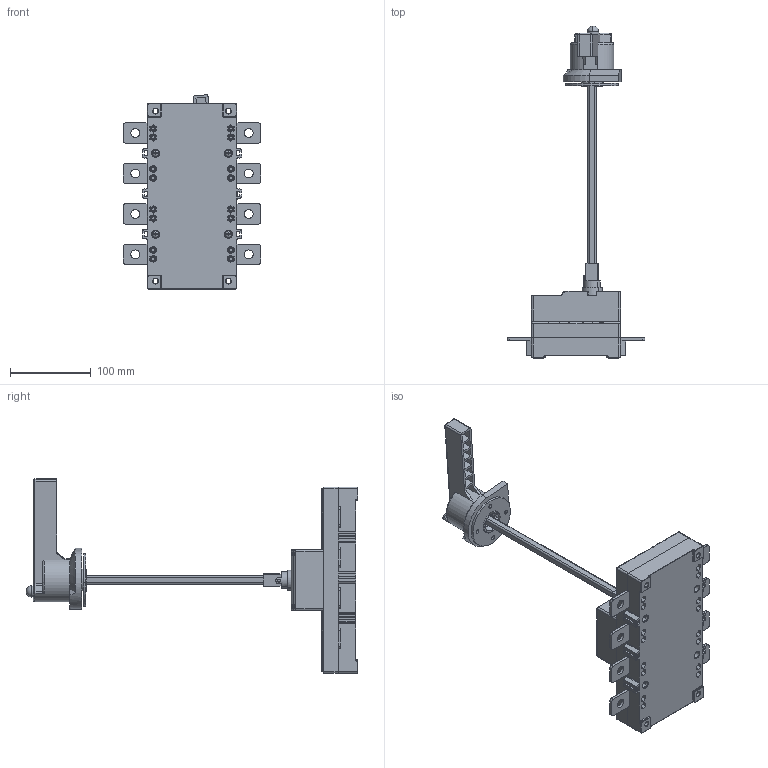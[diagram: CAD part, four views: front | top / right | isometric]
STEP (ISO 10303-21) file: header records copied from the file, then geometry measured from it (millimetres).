
FILE_DESCRIPTION((''),'2;1');
FILE_NAME('HGL-250-4J_ASM_ASM','2025-09-04T10:19:22',('Administrator'),(''),'CREO PARAMETRIC BY PTC INC, 2021023','CREO PARAMETRIC BY PTC INC, 2021023','');
FILE_SCHEMA(('CONFIG_CONTROL_DESIGN'));
Products named in the file (38): PLAIN_WASHERS-N_SERIES-GRADE__5; HEX_NUTS__STYLE_1-GRADES_AB_G_5; CROSS_RECESSED_PAN_HEAD_T-437_5; 25000_1-28165_1_2_3_1_1; CROSS_RECESSED_PAN_HEAD_SCREW_5; CROSS_RECESSED_PAN_HEAD_T-861_5; SPRING_LOCK_WASHERS--NORMAL_T_5; 25000_ASM_1_1_2_3_ASM_1_1; 250-40_1_1_2_3_1_1_1; 250-40_1_1_2_3_1_2_1; 250-40_1_1_2_3_1_3_1; 250-40_1_1_2_3_1_4_1; 250-40_1_1_2_3_1_5_1; 250-40_1_1_2_3_1_ASM_1_ASM; 25000_1-81533_1_2_3_1_1; HGL-250-4_100_ASM_1_1_2_3_ASM_1_ASM; HGL-250-400_ASM_1_1_2_3_ASM_1_A_ASM; 250-400_1-106602_1_2_3_1_1_1_1; 250-400_1-106602_1_2_3_1_2_1_1; 250-400_1-106602_1_2_3_1_3_1_1; 250-400_1-106602_1_2_3_1_4_1_1; 250-400_1-106602_1_2_3_1_5_1_1; 250-400_1-106602_1_2_3_1_6_1_1; 250-400_1-106602_1_2_3_1_7_1_1; 250-400_1-106602_1_2_3_1_ASM_1__ASM; 123_ASM_1_ASM_1_ASM; ASM0005_ASM_1_ASM_1_ASM; 111_1; ZHOU300_2_1_1_1_2_1_1_2_1; GUIWAISHOUBING_5_1_1_1_2_1_1_2_; SHOUBINGZUO_3_1_1_1_2_1_1_2_1; ANZHUANGBAN_1_1_1_1_2_1_1_2_1; HGL-250-3_ASM_AF0_ASM_1_1_ASM_3_ASM; HGL-250-3J_ASM_1_1_ASM_1_1_2_AS_ASM; ASM0002_ASM_1_1_2_ASM_1_ASM; ASM0008_ASM_1_ASM; 250-4_ASM_1_ASM; HGL-250-4J_ASM_ASM
Assembly tree (110 placements, depth 7):
  HGL-250-4J_ASM_ASM
    250-4_ASM_1_ASM
      ASM0005_ASM_1_ASM_1_ASM
        HGL-250-400_ASM_1_1_2_3_ASM_1_A_ASM
          HGL-250-4_100_ASM_1_1_2_3_ASM_1_ASM
            PLAIN_WASHERS-N_SERIES-GRADE__5  x16
            HEX_NUTS__STYLE_1-GRADES_AB_G_5  x16
            CROSS_RECESSED_PAN_HEAD_T-437_5  x4
            25000_1-28165_1_2_3_1_1
            CROSS_RECESSED_PAN_HEAD_SCREW_5  x16
            CROSS_RECESSED_PAN_HEAD_T-861_5  x4
            SPRING_LOCK_WASHERS--NORMAL_T_5  x16
            25000_ASM_1_1_2_3_ASM_1_1
            250-40_1_1_2_3_1_ASM_1_ASM
              250-40_1_1_2_3_1_1_1
              250-40_1_1_2_3_1_2_1
              250-40_1_1_2_3_1_3_1
              250-40_1_1_2_3_1_4_1
              250-40_1_1_2_3_1_5_1
            25000_1-81533_1_2_3_1_1  x8
        123_ASM_1_ASM_1_ASM
          250-400_1-106602_1_2_3_1_ASM_1__ASM
            250-400_1-106602_1_2_3_1_1_1_1
            250-400_1-106602_1_2_3_1_2_1_1
            250-400_1-106602_1_2_3_1_3_1_1
            250-400_1-106602_1_2_3_1_4_1_1
            250-400_1-106602_1_2_3_1_5_1_1
            250-400_1-106602_1_2_3_1_6_1_1
            250-400_1-106602_1_2_3_1_7_1_1
      111_1
      ASM0008_ASM_1_ASM
        ASM0002_ASM_1_1_2_ASM_1_ASM
          HGL-250-3J_ASM_1_1_ASM_1_1_2_AS_ASM
            HGL-250-3_ASM_AF0_ASM_1_1_ASM_3_ASM
              ZHOU300_2_1_1_1_2_1_1_2_1
              GUIWAISHOUBING_5_1_1_1_2_1_1_2_
              SHOUBINGZUO_3_1_1_1_2_1_1_2_1
              ANZHUANGBAN_1_1_1_1_2_1_1_2_1
Bounding box: 170 x 410 x 240.18 mm (x, y, z)
Volume: 759131.8 mm3; surface area: 326185 mm2
Topology: 98 solids, 98 shells, 3357 faces, 8491 edges, 5301 vertices
Faces by surface type: plane 1512, cylinder 1160, torus 186, cone 176, sphere 130, extrusion 99, bspline 94
Entity records: 81590 total; most frequent: CARTESIAN_POINT 27947, DIRECTION 11079, ORIENTED_EDGE 10964, EDGE_CURVE 5482, AXIS2_PLACEMENT_3D 3905, VERTEX_POINT 3418, VECTOR 3269, LINE 3170
